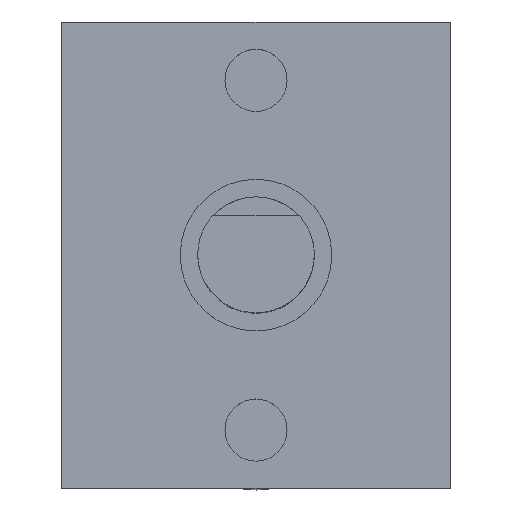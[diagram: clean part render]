
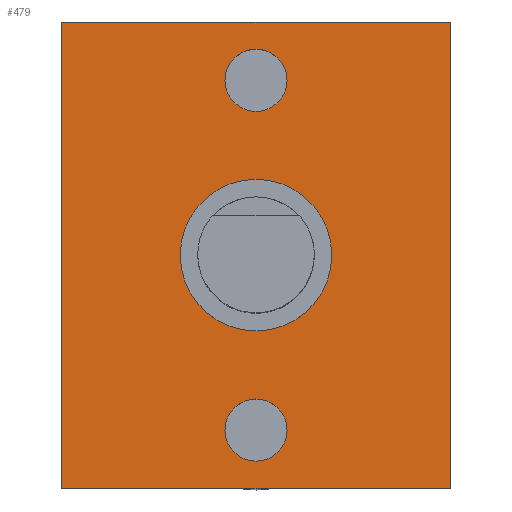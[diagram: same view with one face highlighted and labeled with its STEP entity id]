
A CAD part, top view. The second image highlights one B-rep face of the part: STEP entity #479.
In plain terms, the highlighted planar face has unit normal (0, 0, 1).
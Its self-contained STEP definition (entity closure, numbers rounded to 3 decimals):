
#15=FACE_BOUND('',#98,.T.);
#16=FACE_BOUND('',#99,.T.);
#17=FACE_BOUND('',#100,.T.);
#62=FACE_OUTER_BOUND('',#97,.T.);
#97=EDGE_LOOP('',(#402,#403,#404,#405));
#98=EDGE_LOOP('',(#406));
#99=EDGE_LOOP('',(#407));
#100=EDGE_LOOP('',(#408));
#133=LINE('',#823,#171);
#134=LINE('',#825,#172);
#135=LINE('',#827,#173);
#136=LINE('',#828,#174);
#171=VECTOR('',#687,10.);
#172=VECTOR('',#688,10.);
#173=VECTOR('',#689,10.);
#174=VECTOR('',#690,10.);
#198=CIRCLE('',#538,0.8);
#200=CIRCLE('',#542,0.8);
#205=CIRCLE('',#550,1.95);
#231=VERTEX_POINT('',#794);
#233=VERTEX_POINT('',#801);
#238=VERTEX_POINT('',#816);
#239=VERTEX_POINT('',#821);
#240=VERTEX_POINT('',#822);
#241=VERTEX_POINT('',#824);
#242=VERTEX_POINT('',#826);
#284=EDGE_CURVE('',#231,#231,#198,.T.);
#287=EDGE_CURVE('',#233,#233,#200,.T.);
#295=EDGE_CURVE('',#238,#238,#205,.T.);
#296=EDGE_CURVE('',#239,#240,#133,.T.);
#297=EDGE_CURVE('',#240,#241,#134,.T.);
#298=EDGE_CURVE('',#241,#242,#135,.T.);
#299=EDGE_CURVE('',#242,#239,#136,.T.);
#402=ORIENTED_EDGE('',*,*,#296,.T.);
#403=ORIENTED_EDGE('',*,*,#297,.T.);
#404=ORIENTED_EDGE('',*,*,#298,.T.);
#405=ORIENTED_EDGE('',*,*,#299,.T.);
#406=ORIENTED_EDGE('',*,*,#284,.T.);
#407=ORIENTED_EDGE('',*,*,#287,.T.);
#408=ORIENTED_EDGE('',*,*,#295,.T.);
#446=PLANE('',#552);
#479=ADVANCED_FACE('',(#62,#15,#16,#17),#446,.T.);
#538=AXIS2_PLACEMENT_3D('',#795,#653,#654);
#542=AXIS2_PLACEMENT_3D('',#802,#662,#663);
#550=AXIS2_PLACEMENT_3D('',#818,#681,#682);
#552=AXIS2_PLACEMENT_3D('',#820,#685,#686);
#653=DIRECTION('center_axis',(0.,0.,-1.));
#654=DIRECTION('ref_axis',(1.,0.,0.));
#662=DIRECTION('center_axis',(0.,0.,-1.));
#663=DIRECTION('ref_axis',(1.,0.,0.));
#681=DIRECTION('center_axis',(0.,0.,-1.));
#682=DIRECTION('ref_axis',(1.,0.,0.));
#685=DIRECTION('center_axis',(0.,0.,1.));
#686=DIRECTION('ref_axis',(1.,0.,0.));
#687=DIRECTION('',(1.,0.,0.));
#688=DIRECTION('',(0.,1.,0.));
#689=DIRECTION('',(-1.,0.,0.));
#690=DIRECTION('',(0.,-1.,0.));
#794=CARTESIAN_POINT('',(-0.8,4.5,9.));
#795=CARTESIAN_POINT('Origin',(0.,4.5,9.));
#801=CARTESIAN_POINT('',(-0.8,-4.5,9.));
#802=CARTESIAN_POINT('Origin',(0.,-4.5,9.));
#816=CARTESIAN_POINT('',(-1.95,0.,9.));
#818=CARTESIAN_POINT('Origin',(0.,0.,9.));
#820=CARTESIAN_POINT('Origin',(0.,0.,9.));
#821=CARTESIAN_POINT('',(-5.,-6.,9.));
#822=CARTESIAN_POINT('',(5.,-6.,9.));
#823=CARTESIAN_POINT('',(5.,-6.,9.));
#824=CARTESIAN_POINT('',(5.,6.,9.));
#825=CARTESIAN_POINT('',(5.,6.,9.));
#826=CARTESIAN_POINT('',(-5.,6.,9.));
#827=CARTESIAN_POINT('',(-5.,6.,9.));
#828=CARTESIAN_POINT('',(-5.,-6.,9.));
